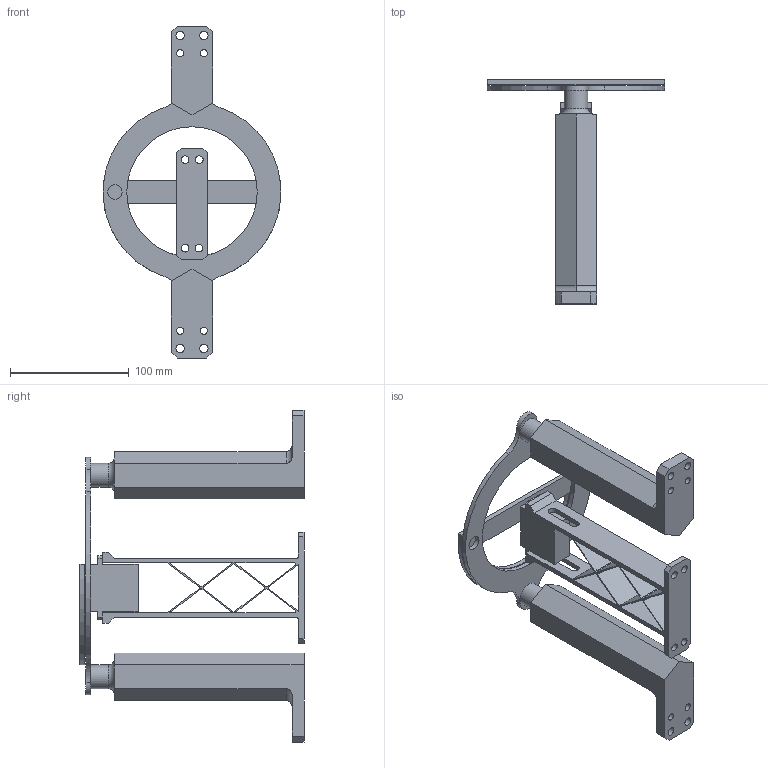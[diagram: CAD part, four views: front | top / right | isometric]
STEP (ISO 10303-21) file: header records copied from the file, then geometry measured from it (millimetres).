
FILE_DESCRIPTION(/* description */ ('STEP AP203'),/* implementation_level */ '2;1');
FILE_NAME(/* name */ 'MONTAGEM v3.step',/* time_stamp */ '2024-11-19T21:13:56-03:00',/* author */ (''),/* organization */ (''),/* preprocessor_version */ 'ST-DEVELOPER v20',/* originating_system */ 'Autodesk Translation Framework v13.20.0.188',/* authorisation */ '');
FILE_SCHEMA (('AUTOMOTIVE_DESIGN { 1 0 10303 214 3 1 1 }'));
Length unit declared in the file: millimetre
Products named in the file (5): MONTAGEM; DISCO FIXO.step; DISCO MÓVEL.step; SERVOMOTOR; TORRE
Assembly tree (5 placements, depth 2):
  MONTAGEM
    TORRE  x2
    DISCO FIXO.step
    DISCO MÓVEL.step
    SERVOMOTOR
Bounding box: 149.9 x 189 x 280 mm (x, y, z)
Volume: 516897 mm3; surface area: 138528.1 mm2
Topology: 6 solids, 6 shells, 184 faces, 484 edges, 322 vertices
Faces by surface type: plane 120, cylinder 62, torus 2
Full cylindrical faces by diameter (mm): 3 x5, 3.5 x1, 4 x2, 5 x1, 5.5 x2, 6 x4, 6.5 x4, 7 x4, 12 x2, 20 x2, 110 x1
Entity records: 5254 total; most frequent: CARTESIAN_POINT 884, DIRECTION 880, ORIENTED_EDGE 856, EDGE_CURVE 428, LINE 318, VECTOR 318, VERTEX_POINT 285, AXIS2_PLACEMENT_3D 281
